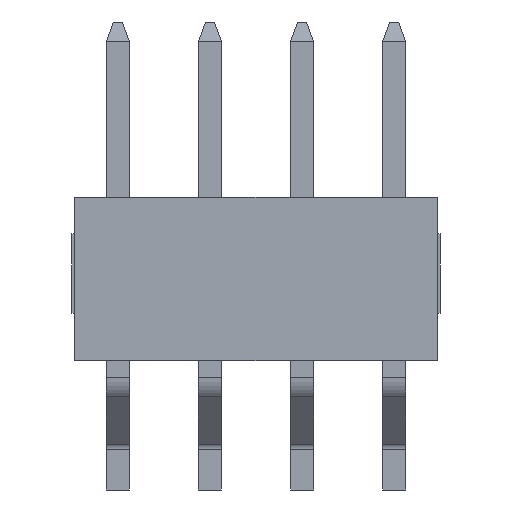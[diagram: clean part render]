
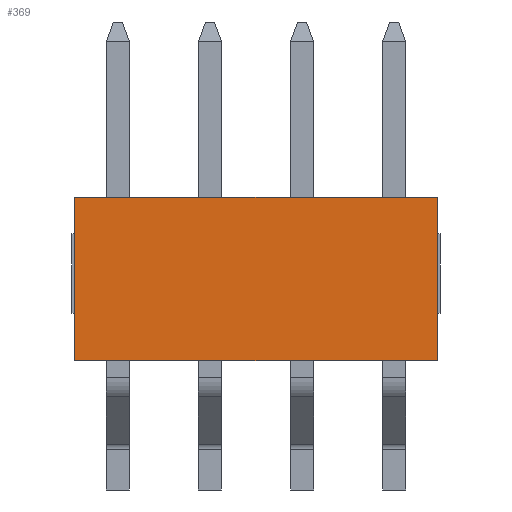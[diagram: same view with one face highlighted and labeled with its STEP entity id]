
A CAD part, left-side view. The second image highlights one B-rep face of the part: STEP entity #369.
In plain terms, the highlighted planar face has unit normal (-1, 0, 0).
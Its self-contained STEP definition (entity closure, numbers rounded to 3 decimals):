
#369=ADVANCED_FACE('',(#689),#515,.T.);
#515=PLANE('',#3532);
#689=FACE_OUTER_BOUND('',#875,.T.);
#875=EDGE_LOOP('',(#1697,#1698,#1699,#1700));
#1697=ORIENTED_EDGE('',*,*,#2483,.F.);
#1698=ORIENTED_EDGE('',*,*,#2484,.T.);
#1699=ORIENTED_EDGE('',*,*,#2485,.T.);
#1700=ORIENTED_EDGE('',*,*,#2473,.F.);
#2041=VERTEX_POINT('',#5218);
#2042=VERTEX_POINT('',#5219);
#2050=VERTEX_POINT('',#5237);
#2051=VERTEX_POINT('',#5241);
#2473=EDGE_CURVE('',#2041,#2042,#2875,.T.);
#2483=EDGE_CURVE('',#2050,#2041,#2885,.T.);
#2484=EDGE_CURVE('',#2050,#2051,#2886,.T.);
#2485=EDGE_CURVE('',#2051,#2042,#2887,.T.);
#2875=LINE('',#5217,#3273);
#2885=LINE('',#5238,#3283);
#2886=LINE('',#5240,#3284);
#2887=LINE('',#5242,#3285);
#3273=VECTOR('',#4316,1.);
#3283=VECTOR('',#4328,1.);
#3284=VECTOR('',#4331,1.);
#3285=VECTOR('',#4332,1.);
#3532=AXIS2_PLACEMENT_3D('',#5243,#4333,#4334);
#4316=DIRECTION('',(0.,0.,-1.));
#4328=DIRECTION('',(0.,-1.,0.));
#4331=DIRECTION('',(0.,0.,-1.));
#4332=DIRECTION('',(0.,-1.,0.));
#4333=DIRECTION('',(-1.,0.,0.));
#4334=DIRECTION('',(0.,0.,-1.));
#5217=CARTESIAN_POINT('',(1143.798,158.774,1.));
#5218=CARTESIAN_POINT('',(1143.798,158.774,1.));
#5219=CARTESIAN_POINT('',(1143.798,158.774,-3.5));
#5237=CARTESIAN_POINT('',(1143.798,168.774,1.));
#5238=CARTESIAN_POINT('',(1143.798,168.774,1.));
#5240=CARTESIAN_POINT('',(1143.798,168.774,1.));
#5241=CARTESIAN_POINT('',(1143.798,168.774,-3.5));
#5242=CARTESIAN_POINT('',(1143.798,168.774,-3.5));
#5243=CARTESIAN_POINT('',(1143.798,158.774,-3.5));
